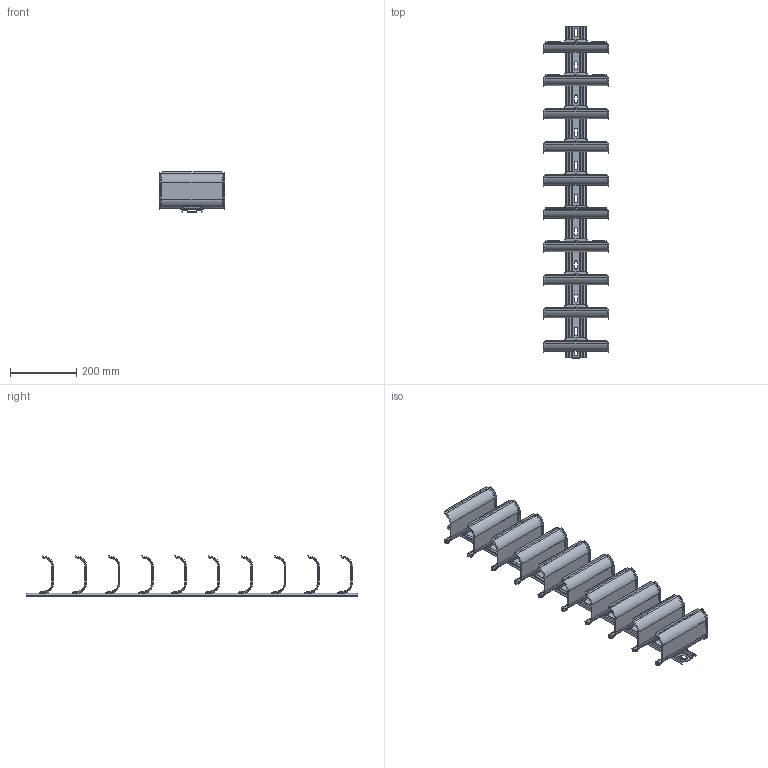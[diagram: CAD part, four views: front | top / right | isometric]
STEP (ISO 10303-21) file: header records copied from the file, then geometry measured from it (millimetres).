
FILE_DESCRIPTION((''),'2;1');
FILE_NAME('6006910_ASM','2014-10-30T',('AndreasKeweloh'),(''),'PRO/ENGINEER BY PARAMETRIC TECHNOLOGY CORPORATION, 2014000','PRO/ENGINEER BY PARAMETRIC TECHNOLOGY CORPORATION, 2014000','');
FILE_SCHEMA(('CONFIG_CONTROL_DESIGN'));
Length unit declared in the file: millimetre
Products named in the file (3): 068905_10-FACH; 046639_100; 6006910_ASM
Assembly tree (11 placements, depth 2):
  6006910_ASM
    068905_10-FACH
    046639_100  x10
Bounding box: 198 x 1000 x 122.46 mm (x, y, z)
Volume: 726065.4 mm3; surface area: 750166.7 mm2
Topology: 11 solids, 11 shells, 1568 faces, 4050 edges, 2594 vertices
Faces by surface type: plane 834, cylinder 454, cone 120, bspline 80, torus 40, extrusion 40
Entity records: 9329 total; most frequent: CARTESIAN_POINT 2161, ORIENTED_EDGE 1458, DIRECTION 1457, EDGE_CURVE 729, AXIS2_PLACEMENT_3D 513, VERTEX_POINT 461, VECTOR 431, LINE 427
